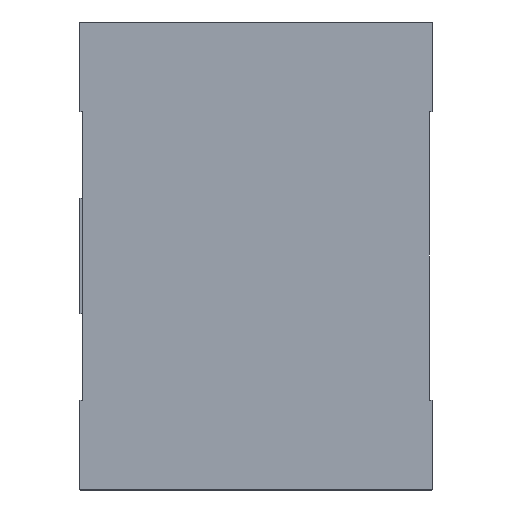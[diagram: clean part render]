
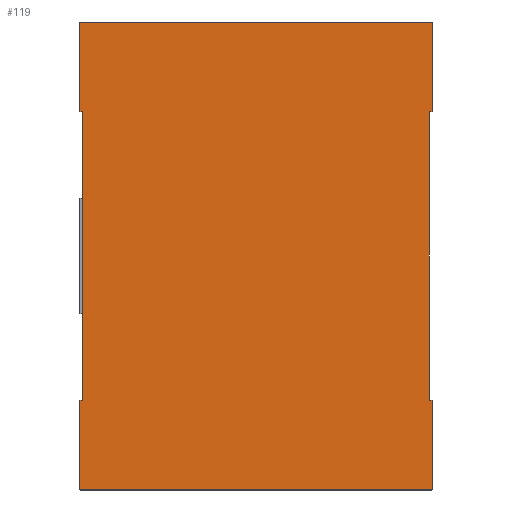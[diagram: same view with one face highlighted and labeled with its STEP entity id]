
A CAD part, left-side view. The second image highlights one B-rep face of the part: STEP entity #119.
In plain terms, the highlighted planar face has unit normal (-1, 0, 0).
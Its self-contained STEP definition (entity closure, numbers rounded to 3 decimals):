
#4 = LINE ( 'NONE', #1278, #683 ) ;
#17 = ORIENTED_EDGE ( 'NONE', *, *, #947, .T. ) ;
#18 = EDGE_CURVE ( 'NONE', #235, #521, #1141, .T. ) ;
#28 = ORIENTED_EDGE ( 'NONE', *, *, #1504, .T. ) ;
#44 = ORIENTED_EDGE ( 'NONE', *, *, #719, .T. ) ;
#46 = ORIENTED_EDGE ( 'NONE', *, *, #296, .T. ) ;
#77 = CARTESIAN_POINT ( 'NONE',  ( 0., -0.01, 0.009 ) ) ;
#78 = VECTOR ( 'NONE', #1345, 1000. ) ;
#81 = EDGE_CURVE ( 'NONE', #218, #714, #1254, .T. ) ;
#99 = LINE ( 'NONE', #341, #257 ) ;
#104 = CARTESIAN_POINT ( 'NONE',  ( 0., 1.209, -1.61 ) ) ;
#110 = LINE ( 'NONE', #497, #78 ) ;
#117 = ORIENTED_EDGE ( 'NONE', *, *, #18, .T. ) ;
#119 = ADVANCED_FACE ( 'NONE', ( #1073 ), #940, .T. ) ;
#122 = LINE ( 'NONE', #127, #870 ) ;
#127 = CARTESIAN_POINT ( 'NONE',  ( 0., 1.2, -0.8 ) ) ;
#148 = VERTEX_POINT ( 'NONE', #77 ) ;
#152 = CARTESIAN_POINT ( 'NONE',  ( 0., 0.6, -1.3 ) ) ;
#177 = DIRECTION ( 'NONE',  ( 0., 0., 1. ) ) ;
#210 = VECTOR ( 'NONE', #1406, 1000. ) ;
#218 = VERTEX_POINT ( 'NONE', #1433 ) ;
#229 = AXIS2_PLACEMENT_3D ( 'NONE', #829, #1302, #177 ) ;
#235 = VERTEX_POINT ( 'NONE', #104 ) ;
#257 = VECTOR ( 'NONE', #1133, 1000. ) ;
#270 = ORIENTED_EDGE ( 'NONE', *, *, #1478, .F. ) ;
#282 = EDGE_CURVE ( 'NONE', #1327, #148, #887, .T. ) ;
#296 = EDGE_CURVE ( 'NONE', #818, #1405, #1453, .T. ) ;
#310 = DIRECTION ( 'NONE',  ( 0., 0., 1. ) ) ;
#311 = CIRCLE ( 'NONE', #1511, 0.001 ) ;
#317 = VERTEX_POINT ( 'NONE', #1590 ) ;
#341 = CARTESIAN_POINT ( 'NONE',  ( 0., 1.21, -0.8 ) ) ;
#355 = CARTESIAN_POINT ( 'NONE',  ( 0., -0.009, 0.01 ) ) ;
#362 = VECTOR ( 'NONE', #608, 1000. ) ;
#372 = DIRECTION ( 'NONE',  ( 0., 0., 1. ) ) ;
#383 = CARTESIAN_POINT ( 'NONE',  ( 0., 0.6, -1.3 ) ) ;
#387 = CARTESIAN_POINT ( 'NONE',  ( 0., 1.209, 0.01 ) ) ;
#390 = DIRECTION ( 'NONE',  ( 0., 0., -1. ) ) ;
#395 = LINE ( 'NONE', #901, #498 ) ;
#397 = EDGE_CURVE ( 'NONE', #148, #896, #1284, .T. ) ;
#414 = ORIENTED_EDGE ( 'NONE', *, *, #957, .T. ) ;
#420 = EDGE_CURVE ( 'NONE', #1112, #1219, #1222, .T. ) ;
#443 = CARTESIAN_POINT ( 'NONE',  ( 0., 0., -0.8 ) ) ;
#451 = DIRECTION ( 'NONE',  ( -1., 0., 0. ) ) ;
#474 = CARTESIAN_POINT ( 'NONE',  ( 0., 1.209, -1.609 ) ) ;
#497 = CARTESIAN_POINT ( 'NONE',  ( 0., 0.6, 0.01 ) ) ;
#498 = VECTOR ( 'NONE', #1263, 1000. ) ;
#512 = ORIENTED_EDGE ( 'NONE', *, *, #81, .T. ) ;
#520 = VECTOR ( 'NONE', #1393, 1000. ) ;
#521 = VERTEX_POINT ( 'NONE', #1491 ) ;
#546 = AXIS2_PLACEMENT_3D ( 'NONE', #915, #667, #390 ) ;
#547 = VERTEX_POINT ( 'NONE', #1103 ) ;
#589 = CARTESIAN_POINT ( 'NONE',  ( 0., 1.21, -0.3 ) ) ;
#608 = DIRECTION ( 'NONE',  ( 0., -1., 0. ) ) ;
#630 = DIRECTION ( 'NONE',  ( 0., 1., 0. ) ) ;
#634 = CARTESIAN_POINT ( 'NONE',  ( 0., 0.6, -1.61 ) ) ;
#667 = DIRECTION ( 'NONE',  ( -1., 0., 0. ) ) ;
#683 = VECTOR ( 'NONE', #1120, 1000. ) ;
#689 = CARTESIAN_POINT ( 'NONE',  ( 0., 1.209, 0.009 ) ) ;
#714 = VERTEX_POINT ( 'NONE', #1532 ) ;
#719 = EDGE_CURVE ( 'NONE', #521, #547, #1153, .T. ) ;
#783 = VECTOR ( 'NONE', #1388, 1000. ) ;
#818 = VERTEX_POINT ( 'NONE', #1212 ) ;
#826 = CARTESIAN_POINT ( 'NONE',  ( 0., 1.21, -1.609 ) ) ;
#829 = CARTESIAN_POINT ( 'NONE',  ( 0., -0.034, -1.642 ) ) ;
#833 = VERTEX_POINT ( 'NONE', #1316 ) ;
#835 = EDGE_CURVE ( 'NONE', #1033, #818, #1334, .T. ) ;
#851 = VERTEX_POINT ( 'NONE', #826 ) ;
#863 = VECTOR ( 'NONE', #954, 1000. ) ;
#870 = VECTOR ( 'NONE', #1389, 1000. ) ;
#881 = EDGE_CURVE ( 'NONE', #851, #235, #311, .T. ) ;
#887 = LINE ( 'NONE', #1574, #783 ) ;
#896 = VERTEX_POINT ( 'NONE', #355 ) ;
#901 = CARTESIAN_POINT ( 'NONE',  ( 0., 0.6, -0.3 ) ) ;
#915 = CARTESIAN_POINT ( 'NONE',  ( 0., -0.009, -1.609 ) ) ;
#919 = VECTOR ( 'NONE', #979, 1000. ) ;
#940 = PLANE ( 'NONE',  #229 ) ;
#947 = EDGE_CURVE ( 'NONE', #896, #1033, #110, .T. ) ;
#950 = DIRECTION ( 'NONE',  ( -1., 0., 0. ) ) ;
#954 = DIRECTION ( 'NONE',  ( 0., 0., 1. ) ) ;
#957 = EDGE_CURVE ( 'NONE', #714, #851, #99, .T. ) ;
#979 = DIRECTION ( 'NONE',  ( 0., 0., -1. ) ) ;
#988 = EDGE_CURVE ( 'NONE', #1219, #1327, #1585, .T. ) ;
#991 = ORIENTED_EDGE ( 'NONE', *, *, #835, .T. ) ;
#1015 = EDGE_LOOP ( 'NONE', ( #1526, #1463, #1535, #17, #991, #46, #28, #270, #512, #414, #1565, #117, #44, #1369, #1095, #1069 ) ) ;
#1033 = VERTEX_POINT ( 'NONE', #387 ) ;
#1069 = ORIENTED_EDGE ( 'NONE', *, *, #420, .T. ) ;
#1073 = FACE_OUTER_BOUND ( 'NONE', #1015, .T. ) ;
#1095 = ORIENTED_EDGE ( 'NONE', *, *, #1533, .T. ) ;
#1103 = CARTESIAN_POINT ( 'NONE',  ( 0., -0.01, -1.609 ) ) ;
#1112 = VERTEX_POINT ( 'NONE', #1194 ) ;
#1117 = DIRECTION ( 'NONE',  ( -1., 0., 0. ) ) ;
#1120 = DIRECTION ( 'NONE',  ( 0., 0., 1. ) ) ;
#1133 = DIRECTION ( 'NONE',  ( 0., 0., -1. ) ) ;
#1141 = LINE ( 'NONE', #634, #520 ) ;
#1153 = CIRCLE ( 'NONE', #546, 0.001 ) ;
#1194 = CARTESIAN_POINT ( 'NONE',  ( 0., 0., -1.3 ) ) ;
#1212 = CARTESIAN_POINT ( 'NONE',  ( 0., 1.21, 0.009 ) ) ;
#1219 = VERTEX_POINT ( 'NONE', #1472 ) ;
#1222 = LINE ( 'NONE', #443, #863 ) ;
#1228 = CARTESIAN_POINT ( 'NONE',  ( 0., 1.21, -0.8 ) ) ;
#1239 = CARTESIAN_POINT ( 'NONE',  ( 0., -0.01, -0.3 ) ) ;
#1254 = LINE ( 'NONE', #152, #1443 ) ;
#1263 = DIRECTION ( 'NONE',  ( 0., -1., 0. ) ) ;
#1278 = CARTESIAN_POINT ( 'NONE',  ( 0., -0.01, -0.8 ) ) ;
#1284 = CIRCLE ( 'NONE', #1308, 0.001 ) ;
#1301 = CARTESIAN_POINT ( 'NONE',  ( 0., -0.009, 0.009 ) ) ;
#1302 = DIRECTION ( 'NONE',  ( -1., 0., 0. ) ) ;
#1308 = AXIS2_PLACEMENT_3D ( 'NONE', #1301, #451, #310 ) ;
#1316 = CARTESIAN_POINT ( 'NONE',  ( 0., -0.01, -1.3 ) ) ;
#1327 = VERTEX_POINT ( 'NONE', #1239 ) ;
#1334 = CIRCLE ( 'NONE', #1537, 0.001 ) ;
#1345 = DIRECTION ( 'NONE',  ( 0., 1., 0. ) ) ;
#1369 = ORIENTED_EDGE ( 'NONE', *, *, #1448, .T. ) ;
#1388 = DIRECTION ( 'NONE',  ( 0., 0., 1. ) ) ;
#1389 = DIRECTION ( 'NONE',  ( 0., 0., 1. ) ) ;
#1393 = DIRECTION ( 'NONE',  ( 0., -1., 0. ) ) ;
#1405 = VERTEX_POINT ( 'NONE', #589 ) ;
#1406 = DIRECTION ( 'NONE',  ( 0., 1., 0. ) ) ;
#1433 = CARTESIAN_POINT ( 'NONE',  ( 0., 1.2, -1.3 ) ) ;
#1436 = DIRECTION ( 'NONE',  ( 0., 0., -1. ) ) ;
#1443 = VECTOR ( 'NONE', #630, 1000. ) ;
#1448 = EDGE_CURVE ( 'NONE', #547, #833, #4, .T. ) ;
#1453 = LINE ( 'NONE', #1228, #919 ) ;
#1463 = ORIENTED_EDGE ( 'NONE', *, *, #282, .T. ) ;
#1472 = CARTESIAN_POINT ( 'NONE',  ( 0., 0., -0.3 ) ) ;
#1478 = EDGE_CURVE ( 'NONE', #218, #317, #122, .T. ) ;
#1482 = CARTESIAN_POINT ( 'NONE',  ( 0., 0.6, -0.3 ) ) ;
#1491 = CARTESIAN_POINT ( 'NONE',  ( 0., -0.009, -1.61 ) ) ;
#1503 = LINE ( 'NONE', #383, #210 ) ;
#1504 = EDGE_CURVE ( 'NONE', #1405, #317, #395, .T. ) ;
#1511 = AXIS2_PLACEMENT_3D ( 'NONE', #474, #1117, #372 ) ;
#1526 = ORIENTED_EDGE ( 'NONE', *, *, #988, .T. ) ;
#1532 = CARTESIAN_POINT ( 'NONE',  ( 0., 1.21, -1.3 ) ) ;
#1533 = EDGE_CURVE ( 'NONE', #833, #1112, #1503, .T. ) ;
#1535 = ORIENTED_EDGE ( 'NONE', *, *, #397, .T. ) ;
#1537 = AXIS2_PLACEMENT_3D ( 'NONE', #689, #950, #1436 ) ;
#1565 = ORIENTED_EDGE ( 'NONE', *, *, #881, .T. ) ;
#1574 = CARTESIAN_POINT ( 'NONE',  ( 0., -0.01, -0.8 ) ) ;
#1585 = LINE ( 'NONE', #1482, #362 ) ;
#1590 = CARTESIAN_POINT ( 'NONE',  ( 0., 1.2, -0.3 ) ) ;
